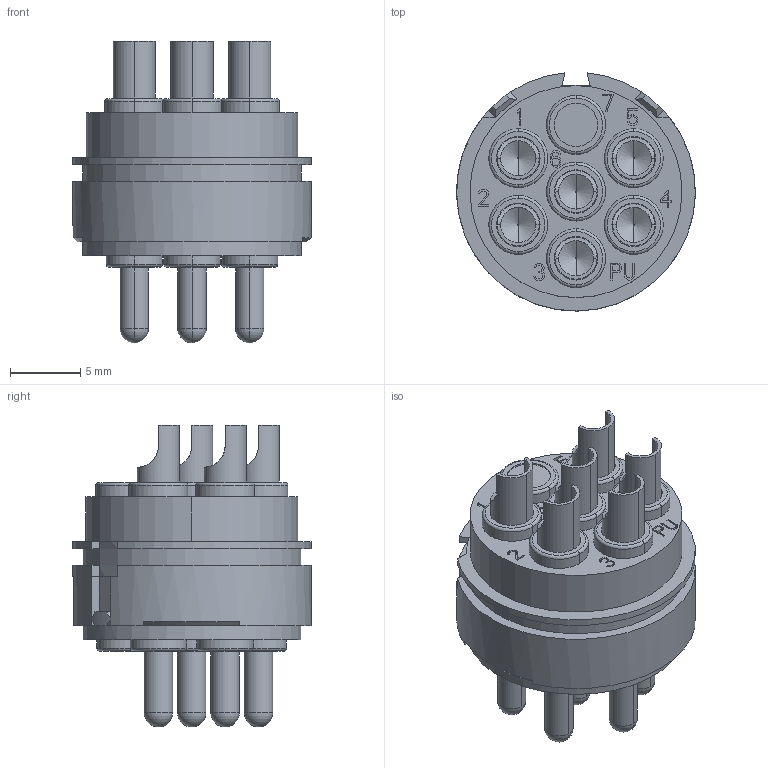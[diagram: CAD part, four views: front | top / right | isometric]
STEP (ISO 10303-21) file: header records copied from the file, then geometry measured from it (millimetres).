
FILE_DESCRIPTION((''),'2;1');
FILE_NAME('1593072','2015-09-07T',('feitelbuss'),(''),'PRO/ENGINEER BY PARAMETRIC TECHNOLOGY CORPORATION, 2014200','PRO/ENGINEER BY PARAMETRIC TECHNOLOGY CORPORATION, 2014200','');
FILE_SCHEMA(('AUTOMOTIVE_DESIGN { 1 0 10303 214 1 1 1 1 }'));
Length unit declared in the file: millimetre
Products named in the file (1): 1593072
Bounding box: 17 x 16.96 x 21.5 mm (x, y, z)
Volume: 2362.1 mm3; surface area: 1713 mm2
Topology: 1 solids, 1 shells, 851 faces, 2302 edges, 1507 vertices
Faces by surface type: plane 690, cylinder 93, cone 28, torus 28, sphere 12
Entity records: 26732 total; most frequent: CARTESIAN_POINT 5011, ORIENTED_EDGE 4580, DIRECTION 4261, EDGE_CURVE 2290, VECTOR 1933, LINE 1933, VERTEX_POINT 1507, AXIS2_PLACEMENT_3D 1164
